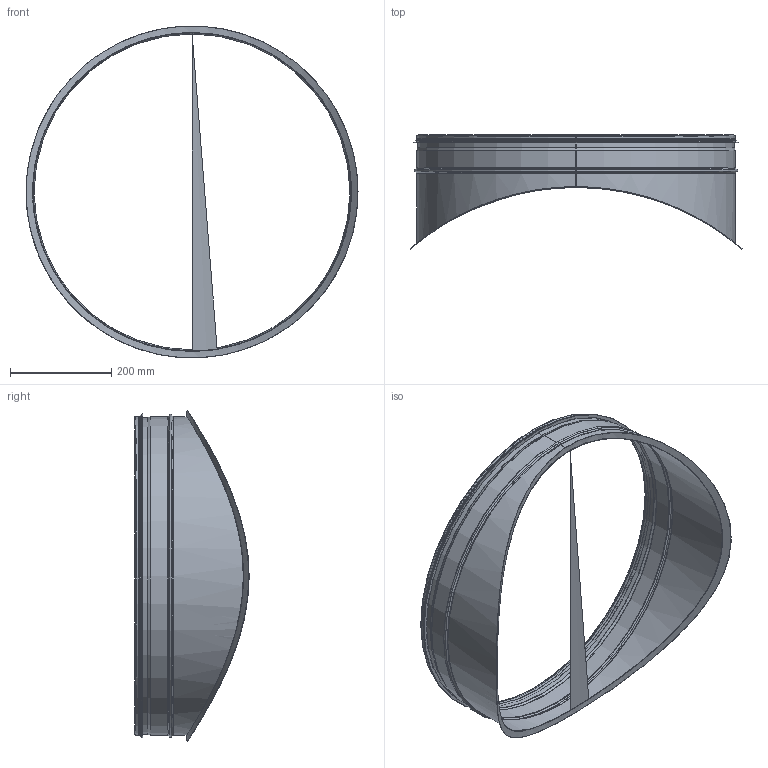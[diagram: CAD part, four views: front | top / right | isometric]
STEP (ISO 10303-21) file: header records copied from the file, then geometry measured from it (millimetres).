
FILE_DESCRIPTION((''),'2;1');
FILE_NAME('HPS-1000-630.stp','2014-02-24T07:57:04',(''),(''),'Autodesk Inventor 2013','Autodesk Inventor 2013','');
FILE_SCHEMA(('AUTOMOTIVE_DESIGN { 1 2 10303 214 0 1 1 1 }'));
Length unit declared in the file: millimetre
Products named in the file (5): HPS-1000-630; 999011; HPSRörämne_1000-630; HPSRörämnesdel_1000-630; SvepHPS-1000-630
Assembly tree (4 placements, depth 3):
  HPS-1000-630
    999011
    HPSRörämne_1000-630
      HPSRörämnesdel_1000-630
      SvepHPS-1000-630
Bounding box: 654.75 x 225.3 x 653.98 mm (x, y, z)
Volume: 227483.8 mm3; surface area: 830794.7 mm2
Topology: 3 solids, 3 shells, 85 faces, 165 edges, 89 vertices
Faces by surface type: plane 36, torus 20, cylinder 19, cone 10
Full cylindrical faces by diameter (mm): 622.9 x1, 623.9 x1, 625.1 x1, 627.7 x6, 628.7 x3, 628.75 x1, 634.1 x1, 639.1 x1, 654.75 x1
Entity records: 3000 total; most frequent: CARTESIAN_POINT 1062, DIRECTION 406, ORIENTED_EDGE 298, AXIS2_PLACEMENT_3D 171, EDGE_CURVE 149, EDGE_LOOP 108, VERTEX_POINT 89, STYLED_ITEM 88
